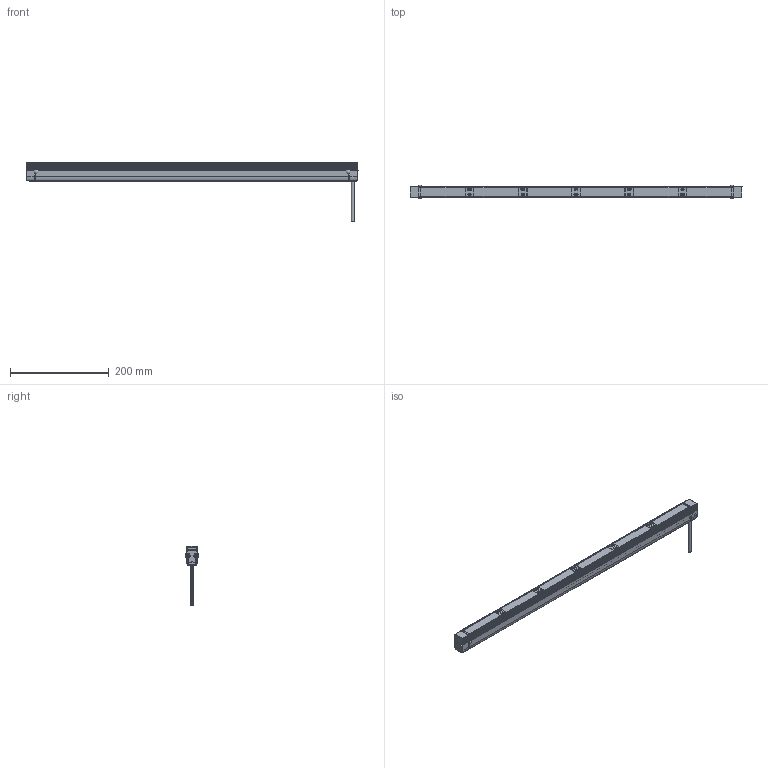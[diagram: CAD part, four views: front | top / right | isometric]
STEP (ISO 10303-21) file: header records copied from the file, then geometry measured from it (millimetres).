
FILE_DESCRIPTION((''),'2;1');
FILE_NAME('E010-6_AEB_ASM','2025-08-11T16:44:17',('candice.wang'),(''),'CREO PARAMETRIC BY PTC INC, 2018100','CREO PARAMETRIC BY PTC INC, 2018100','');
FILE_SCHEMA(('CONFIG_CONTROL_DESIGN'));
Products named in the file (1): E010-6_AEB_ASM
Bounding box: 673.8 x 27.91 x 120.07 mm (x, y, z)
Surface area: 297817.8 mm2 (no closed solid volume)
Topology: 0 solids, 0 shells, 3876 faces, 21289 edges, 21080 vertices
Faces by surface type: plane 1720, cylinder 1167, bspline 349, torus 179, sphere 178, cone 170, revolution 108, extrusion 5
Entity records: 334768 total; most frequent: CARTESIAN_POINT 147693, DIRECTION 32093, TRIMMED_CURVE 22724, DEFINITIONAL_REPRESENTATION 20923, PCURVE 20923, COMPOSITE_CURVE_SEGMENT 20923, VECTOR 20301, LINE 20296
